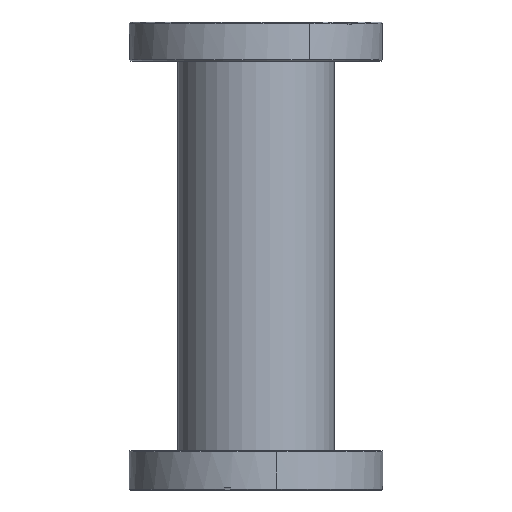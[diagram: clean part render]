
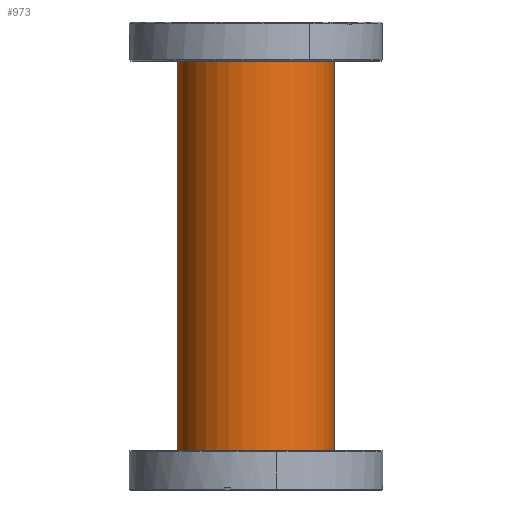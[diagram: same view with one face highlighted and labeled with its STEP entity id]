
A CAD part, front view. The second image highlights one B-rep face of the part: STEP entity #973.
In plain terms, the highlighted cylindrical face has radius 35 mm (diameter 70 mm), a partial arc.
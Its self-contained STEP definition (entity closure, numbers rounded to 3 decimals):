
#327 = EDGE_CURVE ( 'NONE', #4748, #555, #4134, .T. ) ;
#555 = VERTEX_POINT ( 'NONE', #1348 ) ;
#847 = AXIS2_PLACEMENT_3D ( 'NONE', #3531, #969, #3962 ) ;
#969 = DIRECTION ( 'NONE',  ( 0., 0., 1. ) ) ;
#973 = ADVANCED_FACE ( 'NONE', ( #4446 ), #5307, .T. ) ;
#1065 = CARTESIAN_POINT ( 'NONE',  ( -35., 0., 0. ) ) ;
#1303 = CARTESIAN_POINT ( 'NONE',  ( -35., 0., 190.6 ) ) ;
#1348 = CARTESIAN_POINT ( 'NONE',  ( 35., 0., 0. ) ) ;
#1614 = VERTEX_POINT ( 'NONE', #1065 ) ;
#1701 = EDGE_CURVE ( 'NONE', #2053, #1614, #2100, .T. ) ;
#1736 = ORIENTED_EDGE ( 'NONE', *, *, #327, .F. ) ;
#2053 = VERTEX_POINT ( 'NONE', #1303 ) ;
#2100 = LINE ( 'NONE', #2331, #4375 ) ;
#2132 = DIRECTION ( 'NONE',  ( 0., 0., 1. ) ) ;
#2252 = AXIS2_PLACEMENT_3D ( 'NONE', #4329, #4359, #4584 ) ;
#2269 = DIRECTION ( 'NONE',  ( 0., 0., -1. ) ) ;
#2331 = CARTESIAN_POINT ( 'NONE',  ( -35., 0., 190.6 ) ) ;
#2683 = ORIENTED_EDGE ( 'NONE', *, *, #1701, .T. ) ;
#2815 = EDGE_CURVE ( 'NONE', #2053, #4748, #3565, .T. ) ;
#3282 = ORIENTED_EDGE ( 'NONE', *, *, #2815, .F. ) ;
#3334 = CARTESIAN_POINT ( 'NONE',  ( 35., 0., 190.6 ) ) ;
#3362 = CIRCLE ( 'NONE', #4432, 35. ) ;
#3531 = CARTESIAN_POINT ( 'NONE',  ( 0., 0., 190.6 ) ) ;
#3565 = CIRCLE ( 'NONE', #847, 35. ) ;
#3690 = DIRECTION ( 'NONE',  ( 0., 0., -1. ) ) ;
#3829 = EDGE_CURVE ( 'NONE', #1614, #555, #3362, .T. ) ;
#3962 = DIRECTION ( 'NONE',  ( 1., 0., 0. ) ) ;
#3973 = ORIENTED_EDGE ( 'NONE', *, *, #3829, .T. ) ;
#4134 = LINE ( 'NONE', #3334, #5241 ) ;
#4329 = CARTESIAN_POINT ( 'NONE',  ( 0., 0., 190.6 ) ) ;
#4359 = DIRECTION ( 'NONE',  ( 0., 0., -1. ) ) ;
#4375 = VECTOR ( 'NONE', #2269, 1000. ) ;
#4432 = AXIS2_PLACEMENT_3D ( 'NONE', #4680, #2132, #5102 ) ;
#4446 = FACE_OUTER_BOUND ( 'NONE', #5055, .T. ) ;
#4584 = DIRECTION ( 'NONE',  ( -1., 0., 0. ) ) ;
#4680 = CARTESIAN_POINT ( 'NONE',  ( 0., 0., 0. ) ) ;
#4748 = VERTEX_POINT ( 'NONE', #5501 ) ;
#5055 = EDGE_LOOP ( 'NONE', ( #1736, #3282, #2683, #3973 ) ) ;
#5102 = DIRECTION ( 'NONE',  ( 1., 0., 0. ) ) ;
#5241 = VECTOR ( 'NONE', #3690, 1000. ) ;
#5307 = CYLINDRICAL_SURFACE ( 'NONE', #2252, 35. ) ;
#5501 = CARTESIAN_POINT ( 'NONE',  ( 35., 0., 190.6 ) ) ;
